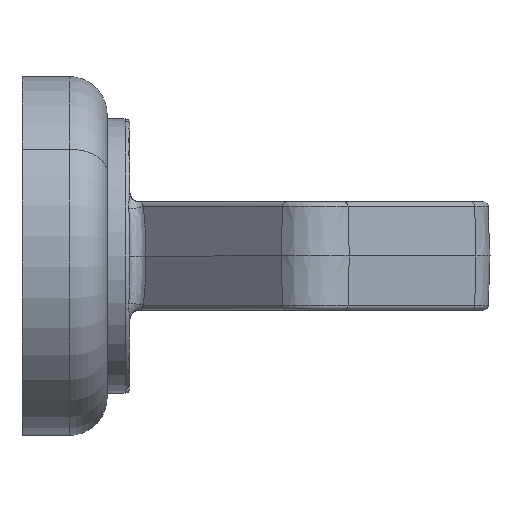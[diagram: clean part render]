
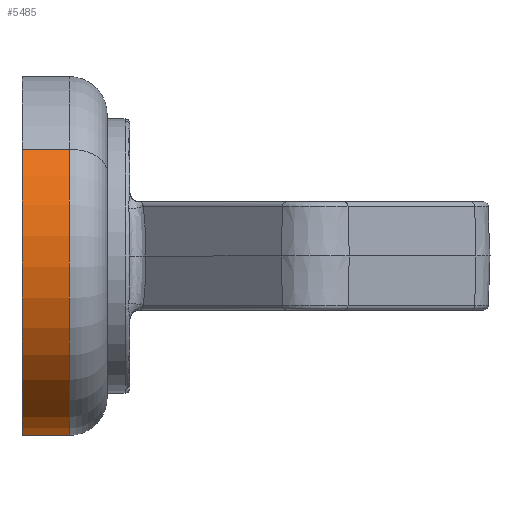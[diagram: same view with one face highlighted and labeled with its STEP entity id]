
A CAD part, left-side view. The second image highlights one B-rep face of the part: STEP entity #5485.
In plain terms, the highlighted cylindrical face has radius 9.5 mm (diameter 19 mm), a partial arc.
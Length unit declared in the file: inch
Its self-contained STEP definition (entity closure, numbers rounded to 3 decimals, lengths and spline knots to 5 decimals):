
#468 = LINE ( 'NONE', #3982, #1221 ) ;
#617 = AXIS2_PLACEMENT_3D ( 'NONE', #4971, #9407, #8484 ) ;
#1024 = FACE_OUTER_BOUND ( 'NONE', #8727, .T. ) ;
#1221 = VECTOR ( 'NONE', #7509, 39.37008 ) ;
#1469 = AXIS2_PLACEMENT_3D ( 'NONE', #1818, #6149, #5335 ) ;
#1754 = ORIENTED_EDGE ( 'NONE', *, *, #4931, .T. ) ;
#1809 = CARTESIAN_POINT ( 'NONE',  ( 0.37402, 0., -0.17717 ) ) ;
#1818 = CARTESIAN_POINT ( 'NONE',  ( 0., 0., 0. ) ) ;
#2075 = DIRECTION ( 'NONE',  ( 0., 0., 1. ) ) ;
#2243 = VERTEX_POINT ( 'NONE', #11327 ) ;
#2559 = ORIENTED_EDGE ( 'NONE', *, *, #11044, .F. ) ;
#2596 = CARTESIAN_POINT ( 'NONE',  ( -0.37402, 0., -0.07874 ) ) ;
#2949 = CARTESIAN_POINT ( 'NONE',  ( -0.37402, 0., 0. ) ) ;
#3595 = CYLINDRICAL_SURFACE ( 'NONE', #1469, 0.37402 ) ;
#3982 = CARTESIAN_POINT ( 'NONE',  ( 0.37402, 0., 0. ) ) ;
#4467 = CARTESIAN_POINT ( 'NONE',  ( 0.37402, 0., -0.07874 ) ) ;
#4735 = VERTEX_POINT ( 'NONE', #2596 ) ;
#4910 = DIRECTION ( 'NONE',  ( 1., 0., 0. ) ) ;
#4931 = EDGE_CURVE ( 'NONE', #2243, #10430, #5594, .T. ) ;
#4971 = CARTESIAN_POINT ( 'NONE',  ( 0., 0., -0.17717 ) ) ;
#5097 = ORIENTED_EDGE ( 'NONE', *, *, #10480, .F. ) ;
#5237 = AXIS2_PLACEMENT_3D ( 'NONE', #5779, #2075, #4910 ) ;
#5335 = DIRECTION ( 'NONE',  ( 1., 0., 0. ) ) ;
#5424 = CIRCLE ( 'NONE', #5237, 0.37402 ) ;
#5485 = ADVANCED_FACE ( 'NONE', ( #1024 ), #3595, .T. ) ;
#5594 = CIRCLE ( 'NONE', #617, 0.37402 ) ;
#5779 = CARTESIAN_POINT ( 'NONE',  ( 0., 0., -0.07874 ) ) ;
#6149 = DIRECTION ( 'NONE',  ( 0., 0., 1. ) ) ;
#7142 = ORIENTED_EDGE ( 'NONE', *, *, #9708, .T. ) ;
#7509 = DIRECTION ( 'NONE',  ( 0., 0., 1. ) ) ;
#8484 = DIRECTION ( 'NONE',  ( 1., 0., 0. ) ) ;
#8533 = VECTOR ( 'NONE', #9019, 39.37008 ) ;
#8727 = EDGE_LOOP ( 'NONE', ( #5097, #1754, #7142, #2559 ) ) ;
#9019 = DIRECTION ( 'NONE',  ( 0., 0., 1. ) ) ;
#9407 = DIRECTION ( 'NONE',  ( 0., 0., 1. ) ) ;
#9708 = EDGE_CURVE ( 'NONE', #10430, #10392, #468, .T. ) ;
#9988 = LINE ( 'NONE', #2949, #8533 ) ;
#10392 = VERTEX_POINT ( 'NONE', #4467 ) ;
#10430 = VERTEX_POINT ( 'NONE', #1809 ) ;
#10480 = EDGE_CURVE ( 'NONE', #2243, #4735, #9988, .T. ) ;
#11044 = EDGE_CURVE ( 'NONE', #4735, #10392, #5424, .T. ) ;
#11327 = CARTESIAN_POINT ( 'NONE',  ( -0.37402, 0., -0.17717 ) ) ;
